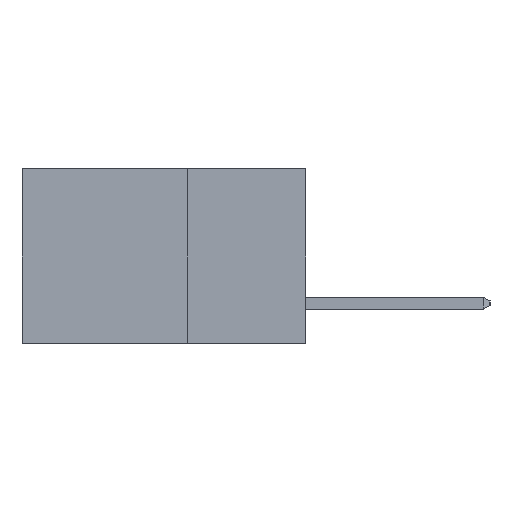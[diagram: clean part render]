
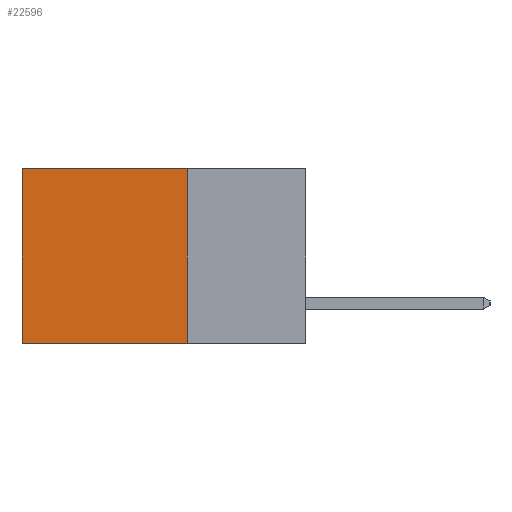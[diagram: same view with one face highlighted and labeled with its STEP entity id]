
A CAD part, left-side view. The second image highlights one B-rep face of the part: STEP entity #22596.
In plain terms, the highlighted planar face has unit normal (-1, 0, 0).
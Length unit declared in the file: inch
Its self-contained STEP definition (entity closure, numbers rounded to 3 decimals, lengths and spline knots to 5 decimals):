
#236 = EDGE_LOOP ( 'NONE', ( #22755, #5878, #13968, #10187 ) ) ;
#3704 = CARTESIAN_POINT ( 'NONE',  ( 0.2615, 0.25, 0. ) ) ;
#3748 = VERTEX_POINT ( 'NONE', #5126 ) ;
#4492 = DIRECTION ( 'NONE',  ( 1., 0., 0. ) ) ;
#4962 = DIRECTION ( 'NONE',  ( 0., 0., -1. ) ) ;
#5126 = CARTESIAN_POINT ( 'NONE',  ( 0.2615, 0.25, -0.37 ) ) ;
#5878 = ORIENTED_EDGE ( 'NONE', *, *, #11969, .F. ) ;
#6747 = LINE ( 'NONE', #9302, #21654 ) ;
#8740 = LINE ( 'NONE', #11874, #9362 ) ;
#8800 = VECTOR ( 'NONE', #19398, 39.37008 ) ;
#8900 = VERTEX_POINT ( 'NONE', #15916 ) ;
#9302 = CARTESIAN_POINT ( 'NONE',  ( 0.2615, 0.25, 0. ) ) ;
#9362 = VECTOR ( 'NONE', #13847, 39.37008 ) ;
#9740 = VECTOR ( 'NONE', #4962, 39.37008 ) ;
#10187 = ORIENTED_EDGE ( 'NONE', *, *, #10497, .T. ) ;
#10497 = EDGE_CURVE ( 'NONE', #14828, #8900, #6747, .T. ) ;
#11691 = EDGE_CURVE ( 'NONE', #14828, #3748, #14974, .T. ) ;
#11874 = CARTESIAN_POINT ( 'NONE',  ( 0.2615, 0.6, -0.37 ) ) ;
#11969 = EDGE_CURVE ( 'NONE', #3748, #19535, #14662, .T. ) ;
#13210 = DIRECTION ( 'NONE',  ( 0., 1., 0. ) ) ;
#13847 = DIRECTION ( 'NONE',  ( 0., 0., -1. ) ) ;
#13968 = ORIENTED_EDGE ( 'NONE', *, *, #11691, .F. ) ;
#14246 = EDGE_CURVE ( 'NONE', #8900, #19535, #8740, .T. ) ;
#14302 = PLANE ( 'NONE',  #18372 ) ;
#14662 = LINE ( 'NONE', #17467, #8800 ) ;
#14828 = VERTEX_POINT ( 'NONE', #3704 ) ;
#14974 = LINE ( 'NONE', #18672, #9740 ) ;
#15916 = CARTESIAN_POINT ( 'NONE',  ( 0.2615, 0.6, 0. ) ) ;
#16243 = CARTESIAN_POINT ( 'NONE',  ( 0.2615, 0.25, -0.37 ) ) ;
#16949 = FACE_OUTER_BOUND ( 'NONE', #236, .T. ) ;
#17467 = CARTESIAN_POINT ( 'NONE',  ( 0.2615, 0.25, -0.37 ) ) ;
#18209 = DIRECTION ( 'NONE',  ( 0., 0., -1. ) ) ;
#18372 = AXIS2_PLACEMENT_3D ( 'NONE', #16243, #4492, #18209 ) ;
#18672 = CARTESIAN_POINT ( 'NONE',  ( 0.2615, 0.25, -0.37 ) ) ;
#19329 = CARTESIAN_POINT ( 'NONE',  ( 0.2615, 0.6, -0.37 ) ) ;
#19398 = DIRECTION ( 'NONE',  ( 0., 1., 0. ) ) ;
#19535 = VERTEX_POINT ( 'NONE', #19329 ) ;
#21654 = VECTOR ( 'NONE', #13210, 39.37008 ) ;
#22596 = ADVANCED_FACE ( 'NONE', ( #16949 ), #14302, .F. ) ;
#22755 = ORIENTED_EDGE ( 'NONE', *, *, #14246, .T. ) ;
